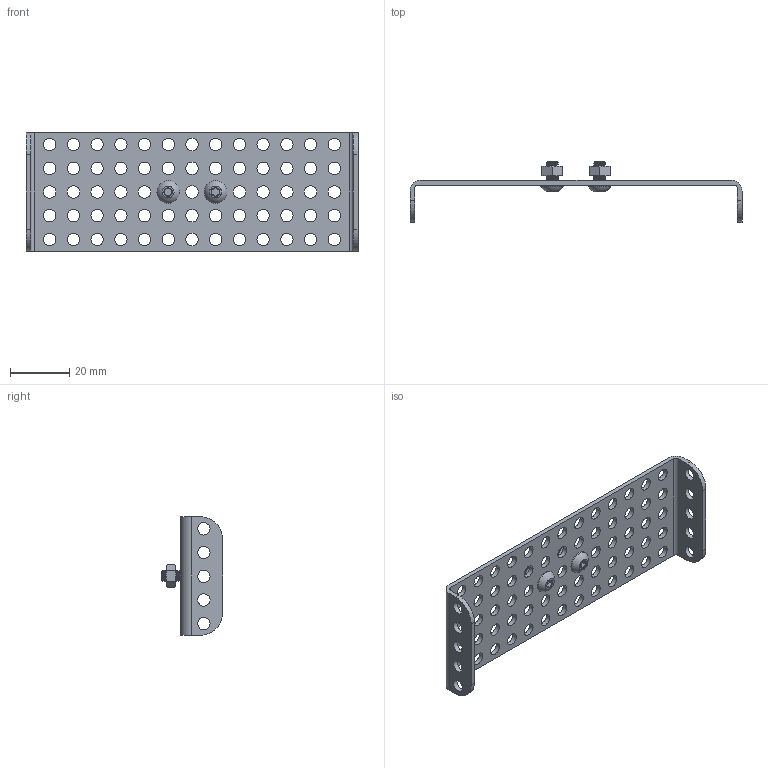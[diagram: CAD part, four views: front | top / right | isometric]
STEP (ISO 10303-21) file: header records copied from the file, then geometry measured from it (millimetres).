
FILE_DESCRIPTION( ( '' ), ' ' );
FILE_NAME( '5e2f057b069f591264cd6c02.step', '2020-01-27T15:44:59', ( '' ), ( '' ), ' ', ' ', ' ' );
FILE_SCHEMA( ( 'AUTOMOTIVE_DESIGN { 1 0 10303 214 1 1 1 1 }' ) );
Length unit declared in the file: metre
Products named in the file (4): Assem1; 2802-0004-0008; 05-0513 5x13 Flanged Plate; 2801-0004-0032
Assembly tree (5 placements, depth 2):
  Assem1
    2802-0004-0008  x2
    05-0513 5x13 Flanged Plate
    2801-0004-0032  x2
Bounding box: 112 x 20.6 x 40 mm (x, y, z)
Volume: 7318 mm3; surface area: 11688.8 mm2
Topology: 5 solids, 5 shells, 191 faces, 628 edges, 453 vertices
Faces by surface type: cylinder 93, plane 46, cone 42, bspline 8, sphere 2
Full cylindrical faces by diameter (mm): 4.2 x75, 7.6 x2
Entity records: 8149 total; most frequent: CARTESIAN_POINT 3055, ORIENTED_EDGE 742, DIRECTION 736, EDGE_LOOP 374, EDGE_CURVE 371, AXIS2_PLACEMENT_3D 343, VERTEX_POINT 315, FACE_OUTER_BOUND 218
